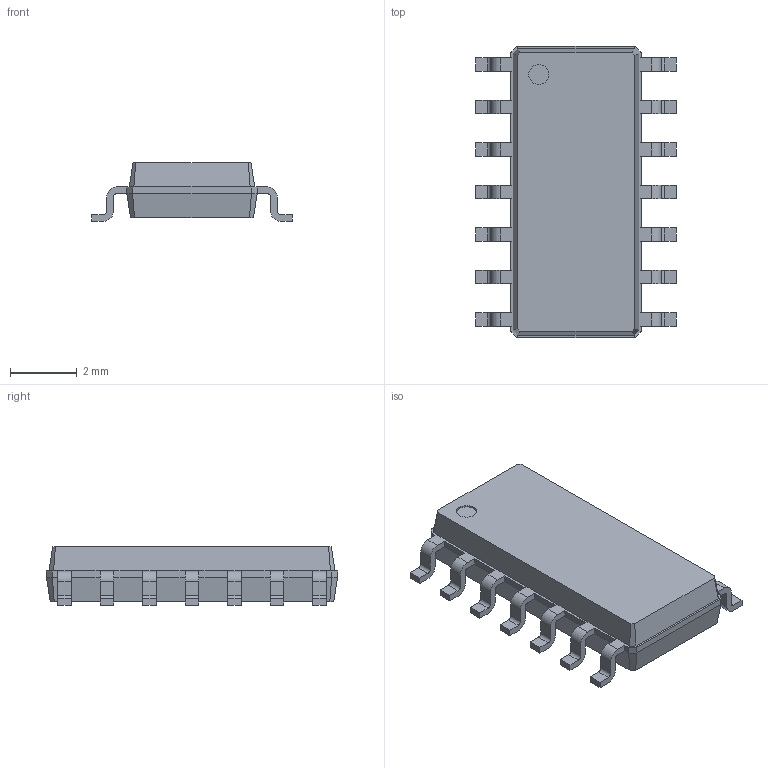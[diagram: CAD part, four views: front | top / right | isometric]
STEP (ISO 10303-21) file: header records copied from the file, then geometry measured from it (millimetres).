
FILE_DESCRIPTION(/* description */ ('model of SOIC-14_3.9x8.7mm_Pitch1.27mm'),/* implementation_level */ '2;1');
FILE_NAME(/* name */ 'SOIC-14_3.9x8.7mm_Pitch1.27mm.step',/* time_stamp */ '2017-02-21T23:34:16',/* author */ ('kicad StepUp','ksu'),/* organization */ ('FreeCAD'),/* preprocessor_version */ 'OCC',/* originating_system */ 'kicad StepUp',/* authorisation */ '');
FILE_SCHEMA(('AUTOMOTIVE_DESIGN_CC2 { 1 2 10303 214 -1 1 5 4 }'));
Length unit declared in the file: millimetre
Products named in the file (1): SOIC-14_3.9x8.7mm_Pitch1.27mm
Bounding box: 6 x 8.7 x 1.75 mm (x, y, z)
Volume: 54.5 mm3; surface area: 131.8 mm2
Topology: 1 solids, 1 shells, 246 faces, 649 edges, 406 vertices
Faces by surface type: plane 151, cylinder 57, bspline 38
Full cylindrical faces by diameter (mm): 0.6 x1
Entity records: 9151 total; most frequent: CARTESIAN_POINT 1448, ORIENTED_EDGE 1298, DIRECTION 1149, EDGE_CURVE 649, LINE 503, VECTOR 503, VERTEX_POINT 406, AXIS2_PLACEMENT_3D 323
